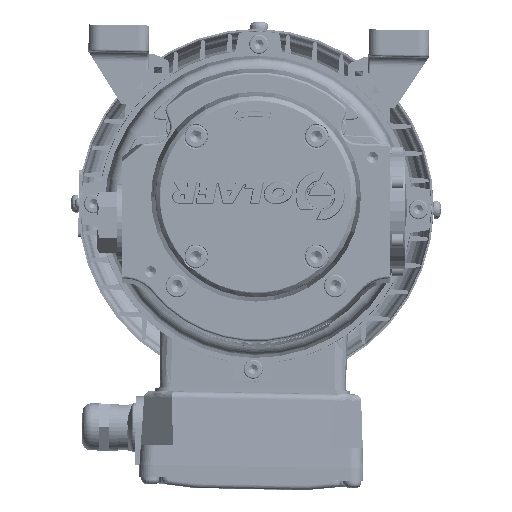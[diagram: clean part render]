
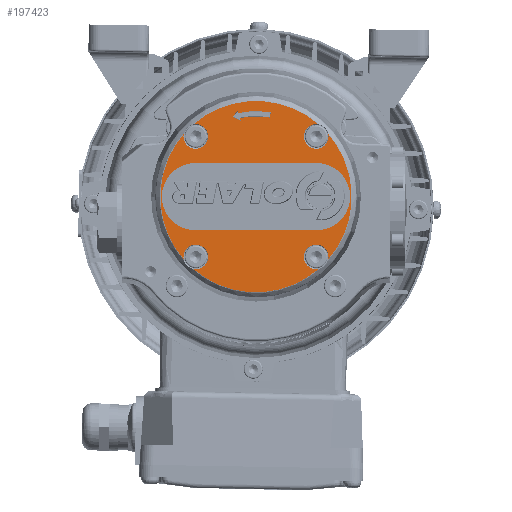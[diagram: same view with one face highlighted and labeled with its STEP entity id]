
A CAD part, left-side view. The second image highlights one B-rep face of the part: STEP entity #197423.
In plain terms, the highlighted planar face has unit normal (-1, 0, 0).
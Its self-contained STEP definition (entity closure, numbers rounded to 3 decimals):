
#8073=CIRCLE('',#209773,38.16);
#8076=CIRCLE('',#209781,35.808);
#8079=CIRCLE('',#209788,42.685);
#8080=CIRCLE('',#209790,15.);
#8081=CIRCLE('',#209791,15.);
#8082=CIRCLE('',#209792,5.5);
#8083=CIRCLE('',#209793,5.5);
#8084=CIRCLE('',#209794,42.685);
#8085=CIRCLE('',#209795,5.5);
#8086=CIRCLE('',#209796,42.685);
#8087=CIRCLE('',#209797,5.5);
#8088=CIRCLE('',#209798,42.685);
#55930=ORIENTED_EDGE('',*,*,#79031,.T.);
#55931=ORIENTED_EDGE('',*,*,#79029,.T.);
#55932=ORIENTED_EDGE('',*,*,#79027,.T.);
#55933=ORIENTED_EDGE('',*,*,#79025,.T.);
#55934=ORIENTED_EDGE('',*,*,#79023,.T.);
#55935=ORIENTED_EDGE('',*,*,#79021,.T.);
#55936=ORIENTED_EDGE('',*,*,#79019,.T.);
#55937=ORIENTED_EDGE('',*,*,#79044,.T.);
#55938=ORIENTED_EDGE('',*,*,#79045,.T.);
#55939=ORIENTED_EDGE('',*,*,#79046,.T.);
#55940=ORIENTED_EDGE('',*,*,#79047,.T.);
#55941=ORIENTED_EDGE('',*,*,#79048,.T.);
#55942=ORIENTED_EDGE('',*,*,#79043,.F.);
#55943=ORIENTED_EDGE('',*,*,#79049,.T.);
#55944=ORIENTED_EDGE('',*,*,#79050,.F.);
#55945=ORIENTED_EDGE('',*,*,#79051,.T.);
#55946=ORIENTED_EDGE('',*,*,#79052,.F.);
#55947=ORIENTED_EDGE('',*,*,#79053,.T.);
#55948=ORIENTED_EDGE('',*,*,#79054,.F.);
#79019=EDGE_CURVE('',#93889,#93888,#8073,.T.);
#79021=EDGE_CURVE('',#93890,#93889,#104496,.T.);
#79023=EDGE_CURVE('',#93891,#93890,#104498,.T.);
#79025=EDGE_CURVE('',#93892,#93891,#104500,.T.);
#79027=EDGE_CURVE('',#93893,#93892,#104502,.T.);
#79029=EDGE_CURVE('',#93894,#93893,#8076,.T.);
#79031=EDGE_CURVE('',#93888,#93894,#104503,.T.);
#79043=EDGE_CURVE('',#93905,#93902,#8079,.T.);
#79044=EDGE_CURVE('',#93906,#93907,#8080,.T.);
#79045=EDGE_CURVE('',#93907,#93908,#104508,.T.);
#79046=EDGE_CURVE('',#93908,#93909,#8081,.T.);
#79047=EDGE_CURVE('',#93909,#93906,#104509,.T.);
#79048=EDGE_CURVE('',#93910,#93902,#8082,.T.);
#79049=EDGE_CURVE('',#93905,#93911,#8083,.T.);
#79050=EDGE_CURVE('',#93912,#93911,#8084,.T.);
#79051=EDGE_CURVE('',#93912,#93913,#8085,.T.);
#79052=EDGE_CURVE('',#93914,#93913,#8086,.T.);
#79053=EDGE_CURVE('',#93914,#93915,#8087,.T.);
#79054=EDGE_CURVE('',#93910,#93915,#8088,.T.);
#93888=VERTEX_POINT('',#363592);
#93889=VERTEX_POINT('',#363594);
#93890=VERTEX_POINT('',#363598);
#93891=VERTEX_POINT('',#363602);
#93892=VERTEX_POINT('',#363606);
#93893=VERTEX_POINT('',#363610);
#93894=VERTEX_POINT('',#363614);
#93902=VERTEX_POINT('',#363703);
#93905=VERTEX_POINT('',#363720);
#93906=VERTEX_POINT('',#363724);
#93907=VERTEX_POINT('',#363725);
#93908=VERTEX_POINT('',#363727);
#93909=VERTEX_POINT('',#363729);
#93910=VERTEX_POINT('',#363732);
#93911=VERTEX_POINT('',#363734);
#93912=VERTEX_POINT('',#363736);
#93913=VERTEX_POINT('',#363738);
#93914=VERTEX_POINT('',#363740);
#93915=VERTEX_POINT('',#363742);
#104496=LINE('',#363597,#114445);
#104498=LINE('',#363601,#114447);
#104500=LINE('',#363605,#114449);
#104502=LINE('',#363609,#114451);
#104503=LINE('',#363617,#114452);
#104508=LINE('',#363726,#114457);
#104509=LINE('',#363730,#114458);
#114445=VECTOR('',#243644,1000.);
#114447=VECTOR('',#243648,1000.);
#114449=VECTOR('',#243652,1000.);
#114451=VECTOR('',#243656,1000.);
#114452=VECTOR('',#243667,1000.);
#114457=VECTOR('',#243686,1000.);
#114458=VECTOR('',#243689,1000.);
#124006=EDGE_LOOP('',(#55930,#55931,#55932,#55933,#55934,#55935,#55936));
#124007=EDGE_LOOP('',(#55937,#55938,#55939,#55940));
#124008=EDGE_LOOP('',(#55941,#55942,#55943,#55944,#55945,#55946,#55947,
#55948));
#134028=FACE_BOUND('',#124006,.T.);
#134029=FACE_BOUND('',#124007,.T.);
#134030=FACE_BOUND('',#124008,.T.);
#138670=PLANE('',#209789);
#197423=ADVANCED_FACE('',(#134028,#134029,#134030),#138670,.T.);
#209773=AXIS2_PLACEMENT_3D('',#363593,#243638,#243639);
#209781=AXIS2_PLACEMENT_3D('',#363613,#243661,#243662);
#209788=AXIS2_PLACEMENT_3D('',#363721,#243680,#243681);
#209789=AXIS2_PLACEMENT_3D('',#363722,#243682,#243683);
#209790=AXIS2_PLACEMENT_3D('',#363723,#243684,#243685);
#209791=AXIS2_PLACEMENT_3D('',#363728,#243687,#243688);
#209792=AXIS2_PLACEMENT_3D('',#363731,#243690,#243691);
#209793=AXIS2_PLACEMENT_3D('',#363733,#243692,#243693);
#209794=AXIS2_PLACEMENT_3D('',#363735,#243694,#243695);
#209795=AXIS2_PLACEMENT_3D('',#363737,#243696,#243697);
#209796=AXIS2_PLACEMENT_3D('',#363739,#243698,#243699);
#209797=AXIS2_PLACEMENT_3D('',#363741,#243700,#243701);
#209798=AXIS2_PLACEMENT_3D('',#363743,#243702,#243703);
#243638=DIRECTION('',(1.,0.,0.));
#243639=DIRECTION('',(0.,-0.174,0.985));
#243644=DIRECTION('',(0.,-0.259,-0.966));
#243648=DIRECTION('',(0.,-0.64,0.768));
#243652=DIRECTION('',(0.,0.906,0.423));
#243656=DIRECTION('',(0.,-0.259,-0.966));
#243661=DIRECTION('',(-1.,0.,0.));
#243662=DIRECTION('',(0.,0.174,-0.985));
#243667=DIRECTION('',(0.,0.174,-0.985));
#243680=DIRECTION('',(1.,0.,0.));
#243681=DIRECTION('',(0.,1.,0.));
#243682=DIRECTION('',(-1.,0.,0.));
#243683=DIRECTION('',(0.,0.,-1.));
#243684=DIRECTION('',(1.,0.,0.));
#243685=DIRECTION('',(0.,0.,1.));
#243686=DIRECTION('',(0.,-1.,0.));
#243687=DIRECTION('',(1.,0.,0.));
#243688=DIRECTION('',(0.,0.,-1.));
#243689=DIRECTION('',(0.,1.,0.));
#243690=DIRECTION('',(1.,0.,0.));
#243691=DIRECTION('',(0.,0.,-1.));
#243692=DIRECTION('',(1.,0.,0.));
#243693=DIRECTION('',(0.,-1.,0.));
#243694=DIRECTION('',(1.,0.,0.));
#243695=DIRECTION('',(0.,1.,0.));
#243696=DIRECTION('',(1.,0.,0.));
#243697=DIRECTION('',(0.,0.,1.));
#243698=DIRECTION('',(1.,0.,0.));
#243699=DIRECTION('',(0.,1.,0.));
#243700=DIRECTION('',(1.,0.,0.));
#243701=DIRECTION('',(0.,1.,0.));
#243702=DIRECTION('',(1.,0.,0.));
#243703=DIRECTION('',(0.,1.,0.));
#363592=CARTESIAN_POINT('',(-312.8,-6.626,42.064));
#363593=CARTESIAN_POINT('',(-312.8,0.,4.483));
#363594=CARTESIAN_POINT('',(-312.8,7.768,41.845));
#363597=CARTESIAN_POINT('',(-312.8,8.065,42.955));
#363598=CARTESIAN_POINT('',(-312.8,8.065,42.955));
#363601=CARTESIAN_POINT('',(-312.8,10.44,40.103));
#363602=CARTESIAN_POINT('',(-312.8,10.44,40.103));
#363605=CARTESIAN_POINT('',(-312.8,6.853,38.43));
#363606=CARTESIAN_POINT('',(-312.8,6.853,38.43));
#363609=CARTESIAN_POINT('',(-312.8,7.158,39.569));
#363610=CARTESIAN_POINT('',(-312.8,7.158,39.569));
#363613=CARTESIAN_POINT('',(-312.8,0.,4.483));
#363614=CARTESIAN_POINT('',(-312.8,-6.218,39.747));
#363617=CARTESIAN_POINT('',(-312.8,-6.626,42.064));
#363703=CARTESIAN_POINT('',(-312.8,-32.263,-23.465));
#363720=CARTESIAN_POINT('',(-312.8,-32.263,32.432));
#363721=CARTESIAN_POINT('',(-312.8,0.,4.483));
#363722=CARTESIAN_POINT('',(-312.8,-22.444,4.483));
#363723=CARTESIAN_POINT('',(-312.8,27.,4.483));
#363724=CARTESIAN_POINT('',(-312.8,27.,-10.517));
#363725=CARTESIAN_POINT('',(-312.8,27.,19.483));
#363726=CARTESIAN_POINT('',(-312.8,27.,19.483));
#363727=CARTESIAN_POINT('',(-312.8,-27.,19.483));
#363728=CARTESIAN_POINT('',(-312.8,-27.,4.483));
#363729=CARTESIAN_POINT('',(-312.8,-27.,-10.517));
#363730=CARTESIAN_POINT('',(-312.8,-27.,-10.517));
#363731=CARTESIAN_POINT('',(-312.8,-26.87,-22.387));
#363732=CARTESIAN_POINT('',(-312.8,-27.948,-27.78));
#363733=CARTESIAN_POINT('',(-312.8,-26.87,31.353));
#363734=CARTESIAN_POINT('',(-312.8,-27.948,36.747));
#363735=CARTESIAN_POINT('',(-312.8,0.,4.483));
#363736=CARTESIAN_POINT('',(-312.8,27.948,36.747));
#363737=CARTESIAN_POINT('',(-312.8,26.87,31.353));
#363738=CARTESIAN_POINT('',(-312.8,32.263,32.432));
#363739=CARTESIAN_POINT('',(-312.8,0.,4.483));
#363740=CARTESIAN_POINT('',(-312.8,32.263,-23.465));
#363741=CARTESIAN_POINT('',(-312.8,26.87,-22.387));
#363742=CARTESIAN_POINT('',(-312.8,27.948,-27.78));
#363743=CARTESIAN_POINT('',(-312.8,0.,4.483));
